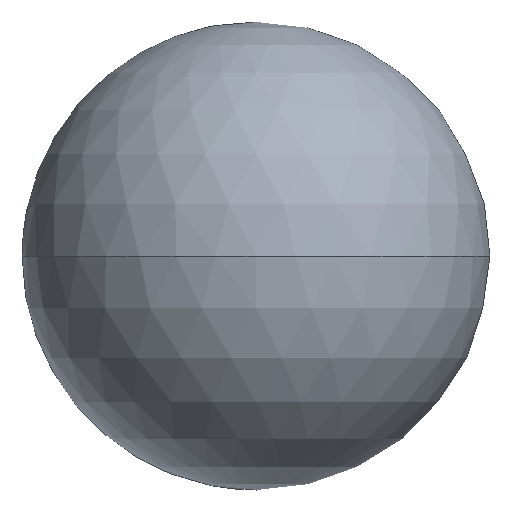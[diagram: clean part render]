
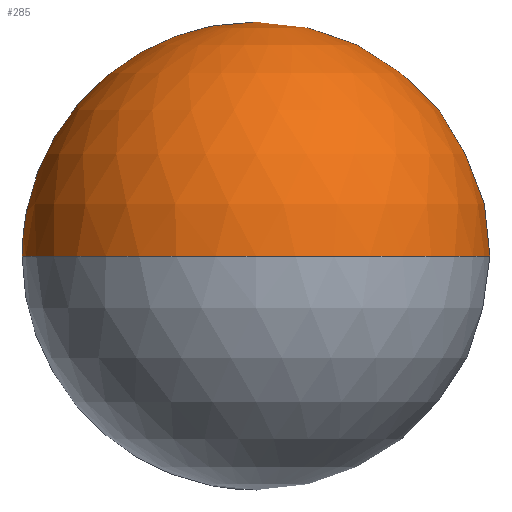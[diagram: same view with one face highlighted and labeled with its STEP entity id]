
A CAD part, left-side view. The second image highlights one B-rep face of the part: STEP entity #285.
In plain terms, the highlighted spherical face has radius 7.5 mm.
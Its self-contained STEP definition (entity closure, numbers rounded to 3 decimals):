
#12 = EDGE_LOOP ( 'NONE', ( #127, #229, #289, #281 ) ) ;
#16 = SPHERICAL_SURFACE ( 'NONE', #165, 7.5 ) ;
#21 = VERTEX_POINT ( 'NONE', #241 ) ;
#28 = CIRCLE ( 'NONE', #58, 7.5 ) ;
#38 = DIRECTION ( 'NONE',  ( 1., 0., 0. ) ) ;
#39 = CIRCLE ( 'NONE', #64, 2. ) ;
#47 = EDGE_CURVE ( 'NONE', #21, #208, #39, .T. ) ;
#58 = AXIS2_PLACEMENT_3D ( 'NONE', #273, #140, #298 ) ;
#62 = EDGE_CURVE ( 'NONE', #208, #79, #90, .T. ) ;
#64 = AXIS2_PLACEMENT_3D ( 'NONE', #124, #193, #213 ) ;
#67 = CARTESIAN_POINT ( 'NONE',  ( 7.228, 0., 2. ) ) ;
#70 = EDGE_CURVE ( 'NONE', #21, #150, #284, .T. ) ;
#72 = DIRECTION ( 'NONE',  ( 0., 1., 0. ) ) ;
#78 = CARTESIAN_POINT ( 'NONE',  ( 7.228, -2., 0. ) ) ;
#79 = VERTEX_POINT ( 'NONE', #78 ) ;
#87 = CARTESIAN_POINT ( 'NONE',  ( 0., 0., 0. ) ) ;
#90 = CIRCLE ( 'NONE', #112, 2. ) ;
#99 = AXIS2_PLACEMENT_3D ( 'NONE', #87, #245, #108 ) ;
#108 = DIRECTION ( 'NONE',  ( 1., 0., 0. ) ) ;
#112 = AXIS2_PLACEMENT_3D ( 'NONE', #180, #38, #198 ) ;
#124 = CARTESIAN_POINT ( 'NONE',  ( 7.228, 0., 0. ) ) ;
#127 = ORIENTED_EDGE ( 'NONE', *, *, #179, .F. ) ;
#140 = DIRECTION ( 'NONE',  ( 0., 0., -1. ) ) ;
#142 = DIRECTION ( 'NONE',  ( 0., 0., -1. ) ) ;
#150 = VERTEX_POINT ( 'NONE', #272 ) ;
#165 = AXIS2_PLACEMENT_3D ( 'NONE', #206, #142, #72 ) ;
#179 = EDGE_CURVE ( 'NONE', #79, #150, #28, .T. ) ;
#180 = CARTESIAN_POINT ( 'NONE',  ( 7.228, 0., 0. ) ) ;
#193 = DIRECTION ( 'NONE',  ( 1., 0., 0. ) ) ;
#198 = DIRECTION ( 'NONE',  ( 0., 0., 1. ) ) ;
#206 = CARTESIAN_POINT ( 'NONE',  ( 0., 0., 0. ) ) ;
#208 = VERTEX_POINT ( 'NONE', #67 ) ;
#209 = FACE_OUTER_BOUND ( 'NONE', #12, .T. ) ;
#213 = DIRECTION ( 'NONE',  ( 0., 0., 1. ) ) ;
#229 = ORIENTED_EDGE ( 'NONE', *, *, #62, .F. ) ;
#241 = CARTESIAN_POINT ( 'NONE',  ( 7.228, 2., 0. ) ) ;
#245 = DIRECTION ( 'NONE',  ( 0., 0., 1. ) ) ;
#272 = CARTESIAN_POINT ( 'NONE',  ( -7.5, 0., 0. ) ) ;
#273 = CARTESIAN_POINT ( 'NONE',  ( 0., 0., 0. ) ) ;
#281 = ORIENTED_EDGE ( 'NONE', *, *, #70, .T. ) ;
#284 = CIRCLE ( 'NONE', #99, 7.5 ) ;
#285 = ADVANCED_FACE ( 'NONE', ( #209 ), #16, .T. ) ;
#289 = ORIENTED_EDGE ( 'NONE', *, *, #47, .F. ) ;
#298 = DIRECTION ( 'NONE',  ( 0., 1., 0. ) ) ;
